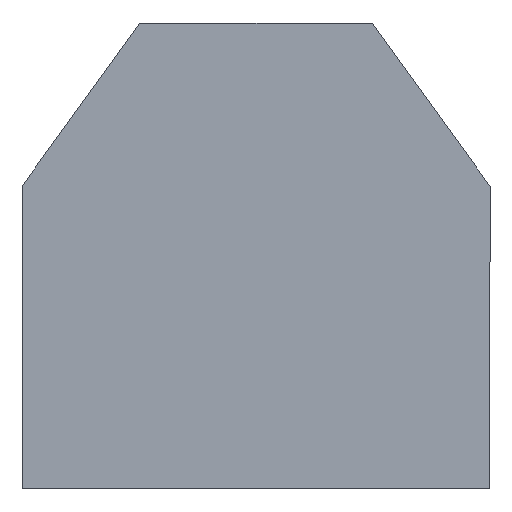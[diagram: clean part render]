
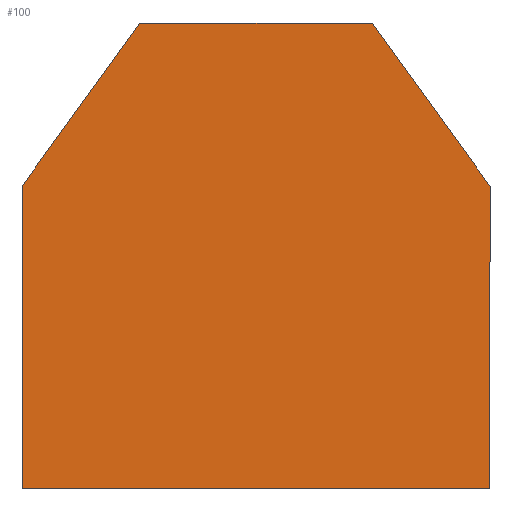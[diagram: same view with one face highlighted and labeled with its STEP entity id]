
A CAD part, top view. The second image highlights one B-rep face of the part: STEP entity #100.
In plain terms, the highlighted planar face has unit normal (0, 0, 1).
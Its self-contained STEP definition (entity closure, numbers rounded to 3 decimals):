
#16 = DIRECTION ( 'NONE',  ( 0., -1., 0. ) ) ;
#19 = CARTESIAN_POINT ( 'NONE',  ( 0., 0., 10. ) ) ;
#34 = ORIENTED_EDGE ( 'NONE', *, *, #121, .T. ) ;
#35 = DIRECTION ( 'NONE',  ( -1., 0., 0. ) ) ;
#37 = VECTOR ( 'NONE', #139, 1000. ) ;
#40 = CARTESIAN_POINT ( 'NONE',  ( 100.5, 0., 10. ) ) ;
#41 = VECTOR ( 'NONE', #223, 1000. ) ;
#64 = ORIENTED_EDGE ( 'NONE', *, *, #241, .T. ) ;
#65 = CARTESIAN_POINT ( 'NONE',  ( 0., 0., 10. ) ) ;
#67 = CARTESIAN_POINT ( 'NONE',  ( 100.5, -65., 10. ) ) ;
#68 = CARTESIAN_POINT ( 'NONE',  ( 0., 0., 10. ) ) ;
#69 = CARTESIAN_POINT ( 'NONE',  ( 75.25, 35., 10. ) ) ;
#83 = VERTEX_POINT ( 'NONE', #67 ) ;
#88 = VERTEX_POINT ( 'NONE', #68 ) ;
#93 = CARTESIAN_POINT ( 'NONE',  ( 75.25, 35., 10. ) ) ;
#96 = CARTESIAN_POINT ( 'NONE',  ( 100.5, -65., 10. ) ) ;
#100 = ADVANCED_FACE ( 'NONE', ( #111 ), #256, .F. ) ;
#102 = VERTEX_POINT ( 'NONE', #300 ) ;
#103 = EDGE_CURVE ( 'NONE', #131, #88, #203, .T. ) ;
#111 = FACE_OUTER_BOUND ( 'NONE', #200, .T. ) ;
#115 = DIRECTION ( 'NONE',  ( -0.585, 0.811, 0. ) ) ;
#116 = CARTESIAN_POINT ( 'NONE',  ( 100.5, 0., 10. ) ) ;
#121 = EDGE_CURVE ( 'NONE', #273, #125, #289, .T. ) ;
#122 = ORIENTED_EDGE ( 'NONE', *, *, #103, .T. ) ;
#123 = ORIENTED_EDGE ( 'NONE', *, *, #193, .T. ) ;
#125 = VERTEX_POINT ( 'NONE', #93 ) ;
#126 = CARTESIAN_POINT ( 'NONE',  ( 25.25, 35., 10. ) ) ;
#131 = VERTEX_POINT ( 'NONE', #247 ) ;
#135 = DIRECTION ( 'NONE',  ( 0., 1., 0. ) ) ;
#139 = DIRECTION ( 'NONE',  ( -1., 0., 0. ) ) ;
#146 = LINE ( 'NONE', #201, #263 ) ;
#147 = EDGE_CURVE ( 'NONE', #102, #83, #146, .T. ) ;
#149 = DIRECTION ( 'NONE',  ( 1., 0., 0. ) ) ;
#163 = LINE ( 'NONE', #96, #302 ) ;
#177 = ORIENTED_EDGE ( 'NONE', *, *, #147, .T. ) ;
#193 = EDGE_CURVE ( 'NONE', #88, #102, #272, .T. ) ;
#197 = DIRECTION ( 'NONE',  ( 0., 0., -1. ) ) ;
#200 = EDGE_LOOP ( 'NONE', ( #122, #123, #177, #222, #34, #64 ) ) ;
#201 = CARTESIAN_POINT ( 'NONE',  ( 0., -65., 10. ) ) ;
#203 = LINE ( 'NONE', #126, #41 ) ;
#214 = AXIS2_PLACEMENT_3D ( 'NONE', #19, #197, #35 ) ;
#222 = ORIENTED_EDGE ( 'NONE', *, *, #227, .T. ) ;
#223 = DIRECTION ( 'NONE',  ( -0.585, -0.811, 0. ) ) ;
#227 = EDGE_CURVE ( 'NONE', #83, #273, #163, .T. ) ;
#236 = LINE ( 'NONE', #69, #37 ) ;
#239 = VECTOR ( 'NONE', #16, 1000. ) ;
#241 = EDGE_CURVE ( 'NONE', #125, #131, #236, .T. ) ;
#247 = CARTESIAN_POINT ( 'NONE',  ( 25.25, 35., 10. ) ) ;
#256 = PLANE ( 'NONE',  #214 ) ;
#263 = VECTOR ( 'NONE', #149, 1000. ) ;
#272 = LINE ( 'NONE', #65, #239 ) ;
#273 = VERTEX_POINT ( 'NONE', #116 ) ;
#289 = LINE ( 'NONE', #40, #298 ) ;
#298 = VECTOR ( 'NONE', #115, 1000. ) ;
#300 = CARTESIAN_POINT ( 'NONE',  ( 0., -65., 10. ) ) ;
#302 = VECTOR ( 'NONE', #135, 1000. ) ;
